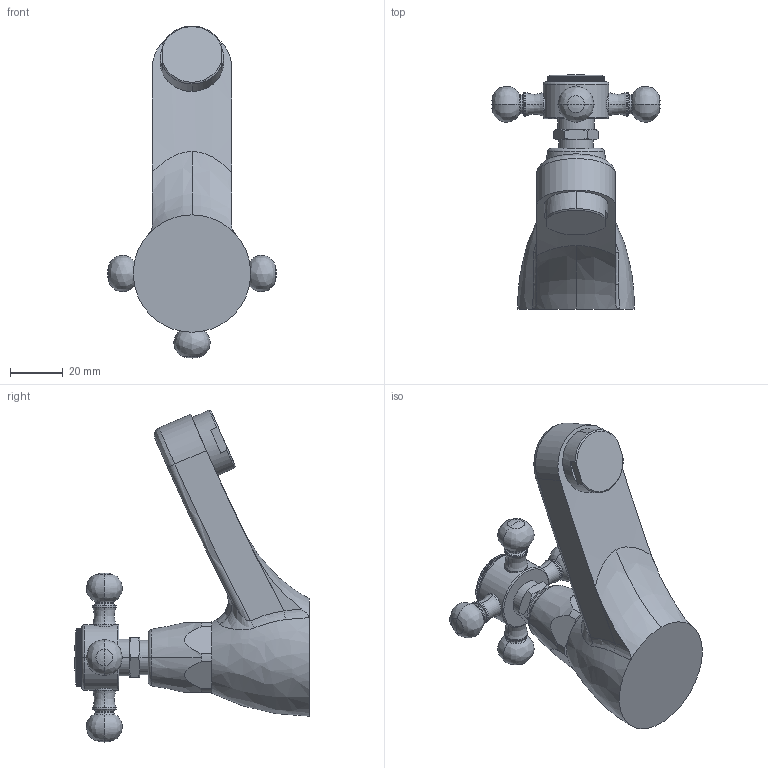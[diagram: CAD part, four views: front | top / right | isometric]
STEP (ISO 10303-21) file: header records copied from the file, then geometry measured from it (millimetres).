
FILE_DESCRIPTION((''),'2;1');
FILE_NAME('VLV090CR','2021-11-11T08:42:29',('ut3'),('PAFFONI SpA'),'CREO PARAMETRIC BY PTC INC, 2020044','CREO PARAMETRIC BY PTC INC, 2020044','');
FILE_SCHEMA(('CONFIG_CONTROL_DESIGN','SHAPE_APPEARANCE_LAYERS_GROUPS'));
Length unit declared in the file: millimetre
Products named in the file (1): VLV090CR
Bounding box: 64.07 x 88.9 x 125.92 mm (x, y, z)
Volume: 114988.1 mm3; surface area: 20967.6 mm2
Topology: 1 solids, 1 shells, 476 faces, 1293 edges, 820 vertices
Faces by surface type: plane 242, cylinder 143, torus 42, bspline 23, cone 16, sphere 10
Entity records: 21060 total; most frequent: CARTESIAN_POINT 5512, ORIENTED_EDGE 2562, DIRECTION 2340, EDGE_CURVE 1281, AXIS2_PLACEMENT_3D 882, VERTEX_POINT 820, VECTOR 576, LINE 576
